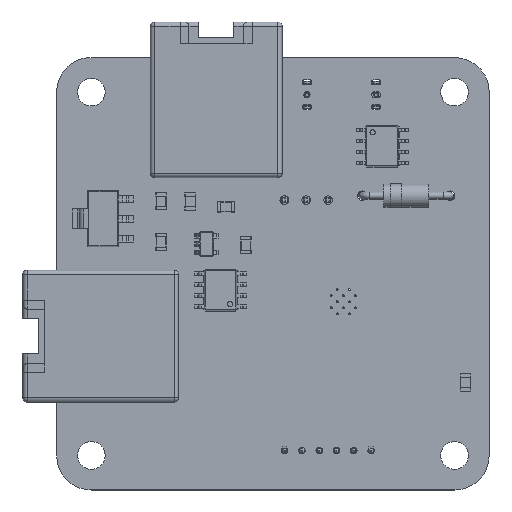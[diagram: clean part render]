
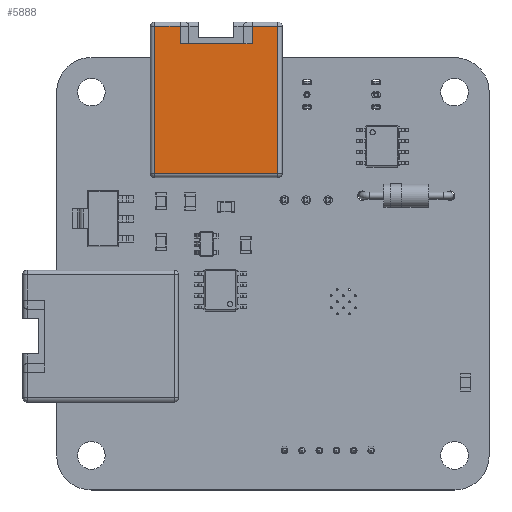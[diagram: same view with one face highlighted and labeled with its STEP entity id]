
A CAD part, top view. The second image highlights one B-rep face of the part: STEP entity #5888.
In plain terms, the highlighted face is planar.
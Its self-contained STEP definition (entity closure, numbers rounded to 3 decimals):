
#5652 = VERTEX_POINT('',#5653);
#5653 = CARTESIAN_POINT('',(-4.15,11.5,7.38));
#5660 = EDGE_CURVE('',#5661,#5652,#5663,.T.);
#5661 = VERTEX_POINT('',#5662);
#5662 = CARTESIAN_POINT('',(-7.12,11.5,7.38));
#5663 = LINE('',#5664,#5665);
#5664 = CARTESIAN_POINT('',(0.,11.5,7.38));
#5665 = VECTOR('',#5666,1.);
#5666 = DIRECTION('',(1.,0.,0.));
#5888 = ADVANCED_FACE('',(#5889),#5946,.F.);
#5889 = FACE_BOUND('',#5890,.T.);
#5890 = EDGE_LOOP('',(#5891,#5892,#5900,#5908,#5916,#5924,#5932,#5940));
#5891 = ORIENTED_EDGE('',*,*,#5660,.T.);
#5892 = ORIENTED_EDGE('',*,*,#5893,.F.);
#5893 = EDGE_CURVE('',#5894,#5652,#5896,.T.);
#5894 = VERTEX_POINT('',#5895);
#5895 = CARTESIAN_POINT('',(-4.15,11.5,5.38));
#5896 = LINE('',#5897,#5898);
#5897 = CARTESIAN_POINT('',(-4.15,11.5,5.38));
#5898 = VECTOR('',#5899,1.);
#5899 = DIRECTION('',(-0.,-0.,1.));
#5900 = ORIENTED_EDGE('',*,*,#5901,.F.);
#5901 = EDGE_CURVE('',#5902,#5894,#5904,.T.);
#5902 = VERTEX_POINT('',#5903);
#5903 = CARTESIAN_POINT('',(4.15,11.5,5.38));
#5904 = LINE('',#5905,#5906);
#5905 = CARTESIAN_POINT('',(4.15,11.5,5.38));
#5906 = VECTOR('',#5907,1.);
#5907 = DIRECTION('',(-1.,0.,0.));
#5908 = ORIENTED_EDGE('',*,*,#5909,.T.);
#5909 = EDGE_CURVE('',#5902,#5910,#5912,.T.);
#5910 = VERTEX_POINT('',#5911);
#5911 = CARTESIAN_POINT('',(4.15,11.5,7.38));
#5912 = LINE('',#5913,#5914);
#5913 = CARTESIAN_POINT('',(4.15,11.5,5.38));
#5914 = VECTOR('',#5915,1.);
#5915 = DIRECTION('',(-0.,-0.,1.));
#5916 = ORIENTED_EDGE('',*,*,#5917,.T.);
#5917 = EDGE_CURVE('',#5910,#5918,#5920,.T.);
#5918 = VERTEX_POINT('',#5919);
#5919 = CARTESIAN_POINT('',(7.12,11.5,7.38));
#5920 = LINE('',#5921,#5922);
#5921 = CARTESIAN_POINT('',(0.,11.5,7.38));
#5922 = VECTOR('',#5923,1.);
#5923 = DIRECTION('',(1.,0.,0.));
#5924 = ORIENTED_EDGE('',*,*,#5925,.T.);
#5925 = EDGE_CURVE('',#5918,#5926,#5928,.T.);
#5926 = VERTEX_POINT('',#5927);
#5927 = CARTESIAN_POINT('',(7.12,11.5,-9.62));
#5928 = LINE('',#5929,#5930);
#5929 = CARTESIAN_POINT('',(7.12,11.5,0.));
#5930 = VECTOR('',#5931,1.);
#5931 = DIRECTION('',(0.,0.,-1.));
#5932 = ORIENTED_EDGE('',*,*,#5933,.T.);
#5933 = EDGE_CURVE('',#5926,#5934,#5936,.T.);
#5934 = VERTEX_POINT('',#5935);
#5935 = CARTESIAN_POINT('',(-7.12,11.5,-9.62));
#5936 = LINE('',#5937,#5938);
#5937 = CARTESIAN_POINT('',(0.,11.5,-9.62));
#5938 = VECTOR('',#5939,1.);
#5939 = DIRECTION('',(-1.,0.,0.));
#5940 = ORIENTED_EDGE('',*,*,#5941,.T.);
#5941 = EDGE_CURVE('',#5934,#5661,#5942,.T.);
#5942 = LINE('',#5943,#5944);
#5943 = CARTESIAN_POINT('',(-7.12,11.5,0.));
#5944 = VECTOR('',#5945,1.);
#5945 = DIRECTION('',(0.,0.,1.));
#5946 = PLANE('',#5947);
#5947 = AXIS2_PLACEMENT_3D('',#5948,#5949,#5950);
#5948 = CARTESIAN_POINT('',(0.,11.5,0.));
#5949 = DIRECTION('',(0.,-1.,0.));
#5950 = DIRECTION('',(0.,0.,-1.));
